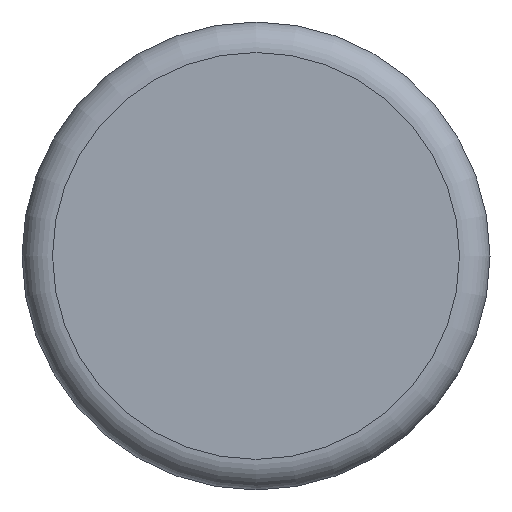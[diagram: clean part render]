
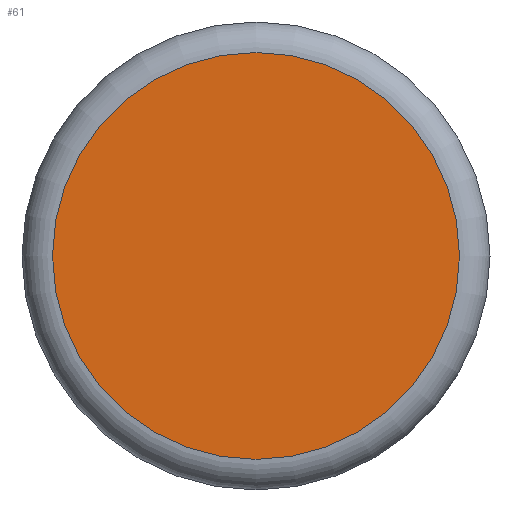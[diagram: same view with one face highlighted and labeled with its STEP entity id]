
A CAD part, top view. The second image highlights one B-rep face of the part: STEP entity #61.
In plain terms, the highlighted planar face has unit normal (0, 0, 1).
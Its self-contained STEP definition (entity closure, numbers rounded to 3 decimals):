
#61 = ADVANCED_FACE( '', ( #136 ), #137, .F. );
#136 = FACE_OUTER_BOUND( '', #226, .T. );
#137 = PLANE( '', #227 );
#226 = EDGE_LOOP( '', ( #326 ) );
#227 = AXIS2_PLACEMENT_3D( '', #327, #328, #329 );
#326 = ORIENTED_EDGE( '', *, *, #421, .T. );
#327 = CARTESIAN_POINT( '', ( 0., 11.5, 55. ) );
#328 = DIRECTION( '', ( 0., 0., -1. ) );
#329 = DIRECTION( '', ( -1., 0., 0. ) );
#421 = EDGE_CURVE( '', #472, #472, #473, .F. );
#472 = VERTEX_POINT( '', #531 );
#473 = CIRCLE( '', #532, 9.995 );
#531 = CARTESIAN_POINT( '', ( -9.995, 0., 55. ) );
#532 = AXIS2_PLACEMENT_3D( '', #592, #593, #594 );
#592 = CARTESIAN_POINT( '', ( 0., 0., 55. ) );
#593 = DIRECTION( '', ( 0., 0., -1. ) );
#594 = DIRECTION( '', ( -1., 0., 0. ) );
